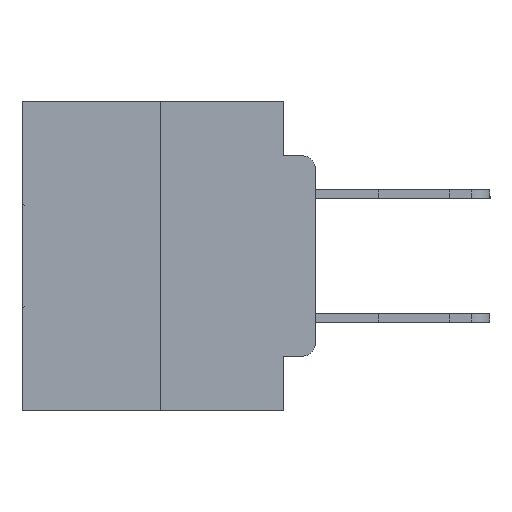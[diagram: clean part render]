
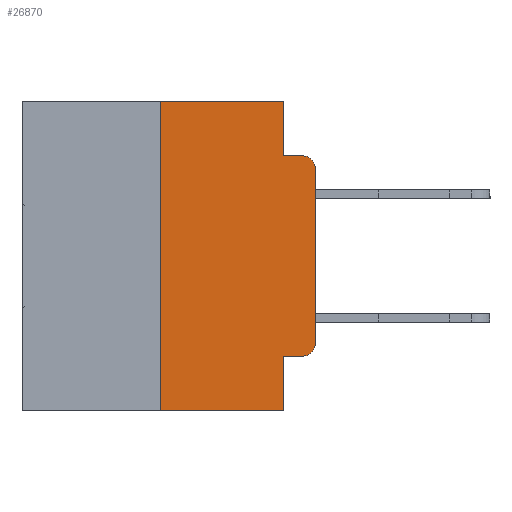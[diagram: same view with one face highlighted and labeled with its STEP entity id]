
A CAD part, left-side view. The second image highlights one B-rep face of the part: STEP entity #26870.
In plain terms, the highlighted planar face has unit normal (-1, 0, 0).
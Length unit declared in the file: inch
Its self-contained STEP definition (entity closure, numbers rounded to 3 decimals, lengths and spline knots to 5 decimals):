
#414 = CARTESIAN_POINT ( 'NONE',  ( 0., 0.473, 0. ) ) ;
#714 = AXIS2_PLACEMENT_3D ( 'NONE', #18062, #4640, #20356 ) ;
#766 = EDGE_CURVE ( 'NONE', #20565, #10286, #22930, .T. ) ;
#802 = VERTEX_POINT ( 'NONE', #19895 ) ;
#1387 = DIRECTION ( 'NONE',  ( 0., 0., -1. ) ) ;
#1521 = CARTESIAN_POINT ( 'NONE',  ( 0., 0.051, -0.0885 ) ) ;
#1790 = AXIS2_PLACEMENT_3D ( 'NONE', #17223, #17194, #7448 ) ;
#2397 = EDGE_CURVE ( 'NONE', #9307, #10286, #21359, .T. ) ;
#2740 = LINE ( 'NONE', #28288, #20701 ) ;
#3635 = CARTESIAN_POINT ( 'NONE',  ( 0., 0.02, -0.0885 ) ) ;
#3671 = EDGE_CURVE ( 'NONE', #4558, #20565, #28303, .T. ) ;
#4104 = PLANE ( 'NONE',  #5033 ) ;
#4265 = LINE ( 'NONE', #25359, #15557 ) ;
#4558 = VERTEX_POINT ( 'NONE', #7140 ) ;
#4640 = DIRECTION ( 'NONE',  ( -1., 0., 0. ) ) ;
#4643 = ORIENTED_EDGE ( 'NONE', *, *, #14430, .T. ) ;
#4968 = VECTOR ( 'NONE', #5063, 39.37008 ) ;
#5033 = AXIS2_PLACEMENT_3D ( 'NONE', #19825, #6394, #22112 ) ;
#5063 = DIRECTION ( 'NONE',  ( 0., -1., 0. ) ) ;
#5568 = EDGE_LOOP ( 'NONE', ( #4643, #13801, #11483, #10936, #9546, #12486, #26872, #7528, #15363, #24543 ) ) ;
#5710 = LINE ( 'NONE', #414, #4968 ) ;
#6394 = DIRECTION ( 'NONE',  ( 1., 0., 0. ) ) ;
#6807 = CARTESIAN_POINT ( 'NONE',  ( 0., 0.051, -0.4115 ) ) ;
#7140 = CARTESIAN_POINT ( 'NONE',  ( 0., 0.051, 0. ) ) ;
#7215 = EDGE_CURVE ( 'NONE', #27382, #802, #23542, .T. ) ;
#7448 = DIRECTION ( 'NONE',  ( 0., 0., -1. ) ) ;
#7528 = ORIENTED_EDGE ( 'NONE', *, *, #27681, .F. ) ;
#7632 = VECTOR ( 'NONE', #8838, 39.37008 ) ;
#8096 = DIRECTION ( 'NONE',  ( 0., -1., 0. ) ) ;
#8346 = LINE ( 'NONE', #22297, #7632 ) ;
#8838 = DIRECTION ( 'NONE',  ( 0., 0., 1. ) ) ;
#9141 = EDGE_CURVE ( 'NONE', #11403, #27382, #26556, .T. ) ;
#9242 = VECTOR ( 'NONE', #1387, 39.37008 ) ;
#9307 = VERTEX_POINT ( 'NONE', #25226 ) ;
#9546 = ORIENTED_EDGE ( 'NONE', *, *, #24038, .F. ) ;
#10102 = CARTESIAN_POINT ( 'NONE',  ( 0., 0.051, -0.4115 ) ) ;
#10286 = VERTEX_POINT ( 'NONE', #3635 ) ;
#10297 = VECTOR ( 'NONE', #12452, 39.37008 ) ;
#10936 = ORIENTED_EDGE ( 'NONE', *, *, #3671, .F. ) ;
#11403 = VERTEX_POINT ( 'NONE', #10102 ) ;
#11483 = ORIENTED_EDGE ( 'NONE', *, *, #766, .F. ) ;
#11964 = DIRECTION ( 'NONE',  ( 0., 0., 1. ) ) ;
#12452 = DIRECTION ( 'NONE',  ( 0., -1., 0. ) ) ;
#12486 = ORIENTED_EDGE ( 'NONE', *, *, #18168, .F. ) ;
#13597 = DIRECTION ( 'NONE',  ( 0., -1., 0. ) ) ;
#13603 = VERTEX_POINT ( 'NONE', #21562 ) ;
#13609 = EDGE_CURVE ( 'NONE', #23815, #13603, #2740, .T. ) ;
#13801 = ORIENTED_EDGE ( 'NONE', *, *, #2397, .T. ) ;
#13925 = VECTOR ( 'NONE', #13597, 39.37008 ) ;
#14430 = EDGE_CURVE ( 'NONE', #802, #9307, #8346, .T. ) ;
#15363 = ORIENTED_EDGE ( 'NONE', *, *, #9141, .T. ) ;
#15557 = VECTOR ( 'NONE', #11964, 39.37008 ) ;
#15706 = VECTOR ( 'NONE', #25635, 39.37008 ) ;
#17194 = DIRECTION ( 'NONE',  ( -1., 0., 0. ) ) ;
#17223 = CARTESIAN_POINT ( 'NONE',  ( 0., 0.02, -0.1085 ) ) ;
#18062 = CARTESIAN_POINT ( 'NONE',  ( 0., 0.02, -0.3915 ) ) ;
#18168 = EDGE_CURVE ( 'NONE', #23815, #20716, #4265, .T. ) ;
#19297 = CARTESIAN_POINT ( 'NONE',  ( 0., 0.02, -0.4115 ) ) ;
#19825 = CARTESIAN_POINT ( 'NONE',  ( 0., 0.473, 0. ) ) ;
#19895 = CARTESIAN_POINT ( 'NONE',  ( 0., 0., -0.3915 ) ) ;
#20356 = DIRECTION ( 'NONE',  ( 0., 0., -1. ) ) ;
#20381 = CARTESIAN_POINT ( 'NONE',  ( 0., 0.051, -0.0885 ) ) ;
#20382 = CARTESIAN_POINT ( 'NONE',  ( 0., 0.051, 0. ) ) ;
#20513 = FACE_OUTER_BOUND ( 'NONE', #5568, .T. ) ;
#20565 = VERTEX_POINT ( 'NONE', #1521 ) ;
#20701 = VECTOR ( 'NONE', #8096, 39.37008 ) ;
#20716 = VERTEX_POINT ( 'NONE', #22254 ) ;
#21359 = CIRCLE ( 'NONE', #1790, 0.02 ) ;
#21562 = CARTESIAN_POINT ( 'NONE',  ( 0., 0.051, -0.5 ) ) ;
#21905 = LINE ( 'NONE', #28374, #9242 ) ;
#22112 = DIRECTION ( 'NONE',  ( 0., 0., -1. ) ) ;
#22254 = CARTESIAN_POINT ( 'NONE',  ( 0., 0.25, 0. ) ) ;
#22297 = CARTESIAN_POINT ( 'NONE',  ( 0., 0., 0. ) ) ;
#22930 = LINE ( 'NONE', #20381, #10297 ) ;
#23542 = CIRCLE ( 'NONE', #714, 0.02 ) ;
#23815 = VERTEX_POINT ( 'NONE', #26714 ) ;
#24038 = EDGE_CURVE ( 'NONE', #20716, #4558, #5710, .T. ) ;
#24543 = ORIENTED_EDGE ( 'NONE', *, *, #7215, .T. ) ;
#25226 = CARTESIAN_POINT ( 'NONE',  ( 0., 0., -0.1085 ) ) ;
#25359 = CARTESIAN_POINT ( 'NONE',  ( 0., 0.25, 0. ) ) ;
#25635 = DIRECTION ( 'NONE',  ( 0., 0., -1. ) ) ;
#26556 = LINE ( 'NONE', #6807, #13925 ) ;
#26714 = CARTESIAN_POINT ( 'NONE',  ( 0., 0.25, -0.5 ) ) ;
#26870 = ADVANCED_FACE ( 'NONE', ( #20513 ), #4104, .F. ) ;
#26872 = ORIENTED_EDGE ( 'NONE', *, *, #13609, .T. ) ;
#27382 = VERTEX_POINT ( 'NONE', #19297 ) ;
#27681 = EDGE_CURVE ( 'NONE', #11403, #13603, #21905, .T. ) ;
#28288 = CARTESIAN_POINT ( 'NONE',  ( 0., 0.473, -0.5 ) ) ;
#28303 = LINE ( 'NONE', #20382, #15706 ) ;
#28374 = CARTESIAN_POINT ( 'NONE',  ( 0., 0.051, 0. ) ) ;
